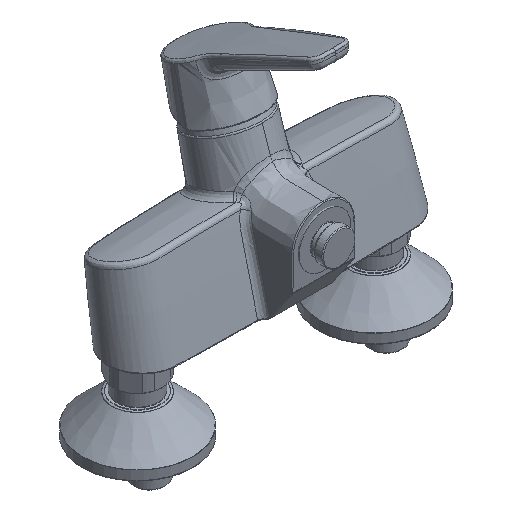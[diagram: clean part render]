
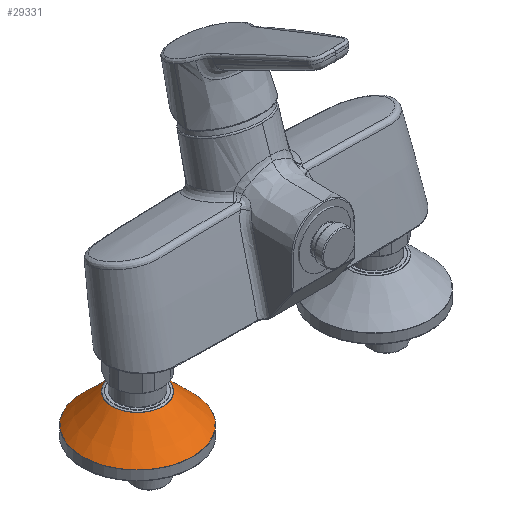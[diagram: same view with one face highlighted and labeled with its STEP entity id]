
A CAD part, isometric view. The second image highlights one B-rep face of the part: STEP entity #29331.
In plain terms, the highlighted conical face has half-angle 45.496 degrees and reference radius 35 mm.
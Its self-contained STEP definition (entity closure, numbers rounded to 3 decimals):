
#3348 = CONICAL_SURFACE ( 'NONE', #22477, 35., 0.794 ) ;
#3470 = FACE_OUTER_BOUND ( 'NONE', #15828, .T. ) ;
#3780 = FACE_BOUND ( 'NONE', #15888, .T. ) ;
#5322 = CIRCLE ( 'NONE', #26201, 16.252 ) ;
#6469 = DIRECTION ( 'NONE',  ( 0., 0., -1. ) ) ;
#7518 = AXIS2_PLACEMENT_3D ( 'NONE', #26676, #12257, #29036 ) ;
#11552 = VERTEX_POINT ( 'NONE', #25630 ) ;
#12257 = DIRECTION ( 'NONE',  ( 0., 0., -1. ) ) ;
#14075 = EDGE_CURVE ( 'NONE', #11552, #11552, #20702, .T. ) ;
#14799 = CARTESIAN_POINT ( 'NONE',  ( -75.143, -0.268, 6. ) ) ;
#15828 = EDGE_LOOP ( 'NONE', ( #21494 ) ) ;
#15888 = EDGE_LOOP ( 'NONE', ( #21200 ) ) ;
#20702 = CIRCLE ( 'NONE', #7518, 35. ) ;
#21186 = CARTESIAN_POINT ( 'NONE',  ( -75.143, -0.268, 24.426 ) ) ;
#21200 = ORIENTED_EDGE ( 'NONE', *, *, #27702, .T. ) ;
#21494 = ORIENTED_EDGE ( 'NONE', *, *, #14075, .F. ) ;
#22196 = DIRECTION ( 'NONE',  ( 0., 0., -1. ) ) ;
#22477 = AXIS2_PLACEMENT_3D ( 'NONE', #14799, #22196, #26811 ) ;
#23570 = DIRECTION ( 'NONE',  ( -1., 0., 0. ) ) ;
#25630 = CARTESIAN_POINT ( 'NONE',  ( -110.143, -0.268, 6. ) ) ;
#26201 = AXIS2_PLACEMENT_3D ( 'NONE', #21186, #6469, #23570 ) ;
#26676 = CARTESIAN_POINT ( 'NONE',  ( -75.143, -0.268, 6. ) ) ;
#26811 = DIRECTION ( 'NONE',  ( -1., 0., 0. ) ) ;
#27702 = EDGE_CURVE ( 'NONE', #29487, #29487, #5322, .T. ) ;
#29036 = DIRECTION ( 'NONE',  ( -1., 0., 0. ) ) ;
#29331 = ADVANCED_FACE ( 'NONE', ( #3780, #3470 ), #3348, .T. ) ;
#29487 = VERTEX_POINT ( 'NONE', #30570 ) ;
#30570 = CARTESIAN_POINT ( 'NONE',  ( -91.395, -0.268, 24.426 ) ) ;
